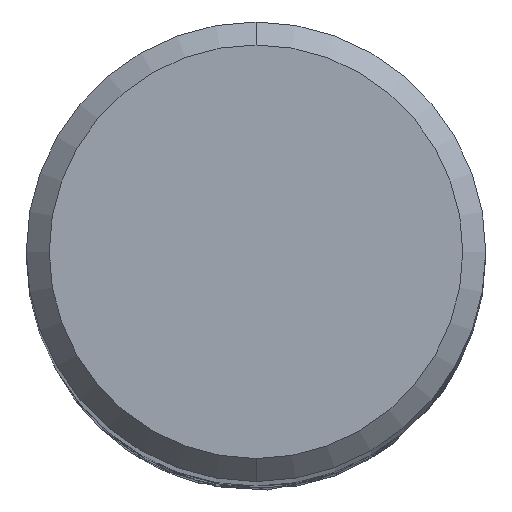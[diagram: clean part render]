
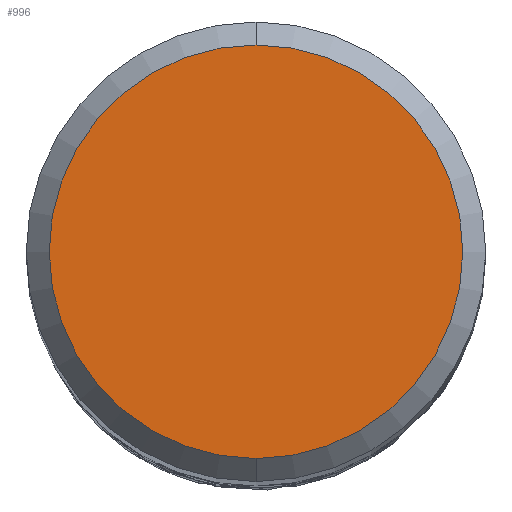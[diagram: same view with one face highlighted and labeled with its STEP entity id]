
A CAD part, top view. The second image highlights one B-rep face of the part: STEP entity #996.
In plain terms, the highlighted planar face has unit normal (0, 0, 1).
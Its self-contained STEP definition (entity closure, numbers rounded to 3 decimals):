
#460=VERTEX_POINT('',#1145);
#492=VERTEX_POINT('',#1178);
#736=EDGE_CURVE('',#460,#492,#1441,.T.);
#838=EDGE_CURVE('',#492,#460,#1555,.T.);
#996=ADVANCED_FACE('',(#1732),#1733,.T.);
#1145=CARTESIAN_POINT('',(0.,-5.4,0.0));
#1178=CARTESIAN_POINT('',(0.0,5.4,0.0));
#1441=CIRCLE('',#6426,5.4);
#1555=CIRCLE('',#8570,5.4);
#1732=FACE_OUTER_BOUND('',#9582,.T.);
#1733=PLANE('',#9583);
#6426=AXIS2_PLACEMENT_3D('',#11297,#11298,#11299);
#8570=AXIS2_PLACEMENT_3D('',#11421,#11422,#11423);
#9582=EDGE_LOOP('',(#11636,#11637));
#9583=AXIS2_PLACEMENT_3D('',#11638,#11639,#11640);
#11297=CARTESIAN_POINT('',(0.0,0.0,0.0));
#11298=DIRECTION('',(0.0,0.0,-1.0));
#11299=DIRECTION('',(0.0,1.0,0.0));
#11421=CARTESIAN_POINT('',(0.0,0.0,0.0));
#11422=DIRECTION('',(0.0,0.0,-1.0));
#11423=DIRECTION('',(0.0,1.0,0.0));
#11636=ORIENTED_EDGE('',*,*,#838,.F.);
#11637=ORIENTED_EDGE('',*,*,#736,.F.);
#11638=CARTESIAN_POINT('',(0.0,2.7,0.0));
#11639=DIRECTION('',(-0.0,0.0,1.0));
#11640=DIRECTION('',(0.0,-1.0,0.0));
